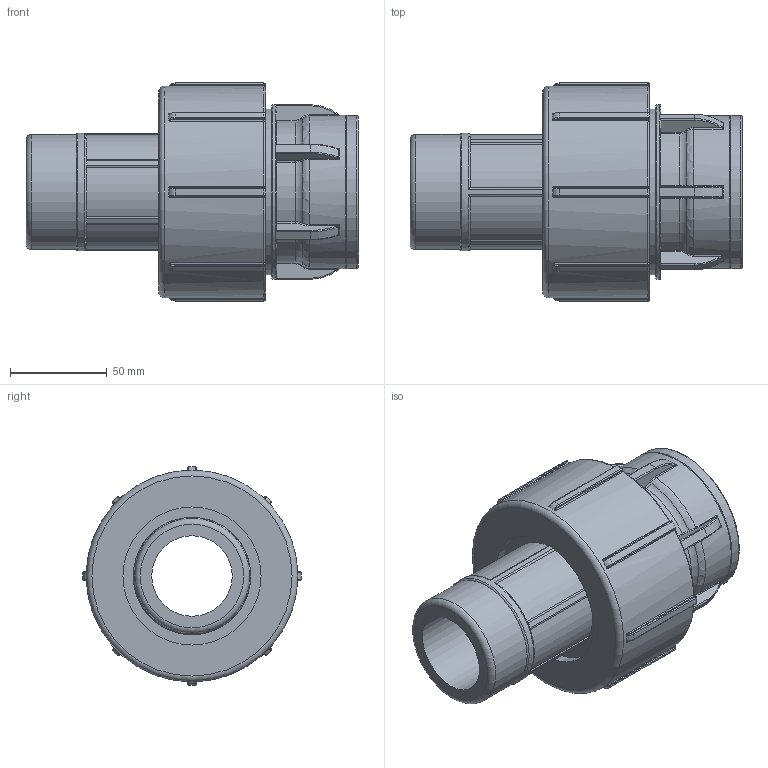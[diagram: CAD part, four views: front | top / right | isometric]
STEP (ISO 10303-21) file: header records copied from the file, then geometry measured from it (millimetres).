
FILE_DESCRIPTION(/* description */ ('PLASSON UNION ADAPTOR MALE-BIG / FEMALE 2"-2"'),/* implementation_level */ '2;1');
FILE_NAME(/* name */ '0703R6L200200A.ipt.stp',/* time_stamp */ '2018-04-09T13:00:18+03:00',/* author */ ('KIM'),/* organization */ (''),/* preprocessor_version */ 'ST-DEVELOPER v15.6',/* originating_system */ 'Autodesk Inventor 2015',/* authorisation */ '');
FILE_SCHEMA (('AUTOMOTIVE_DESIGN { 1 0 10303 214 3 1 1 }'));
Length unit declared in the file: millimetre
Products named in the file (1): 0703R6L200200A
Bounding box: 172 x 112.99 x 112.99 mm (x, y, z)
Volume: 680436.4 mm3; surface area: 90375.8 mm2
Topology: 1 solids, 1 shells, 381 faces, 908 edges, 534 vertices
Faces by surface type: cylinder 137, bspline 80, torus 76, plane 70, sphere 16, cone 2
Full cylindrical faces by diameter (mm): 41.73 x1, 56.656 x1, 59.614 x1, 60.806 x1, 71.537 x1, 79.318 x2, 85.88 x1, 90.4 x1, 109.61 x1
Entity records: 12875 total; most frequent: CARTESIAN_POINT 4436, ORIENTED_EDGE 1772, DIRECTION 1768, EDGE_CURVE 886, AXIS2_PLACEMENT_3D 770, VERTEX_POINT 529, CIRCLE 438, EDGE_LOOP 405
